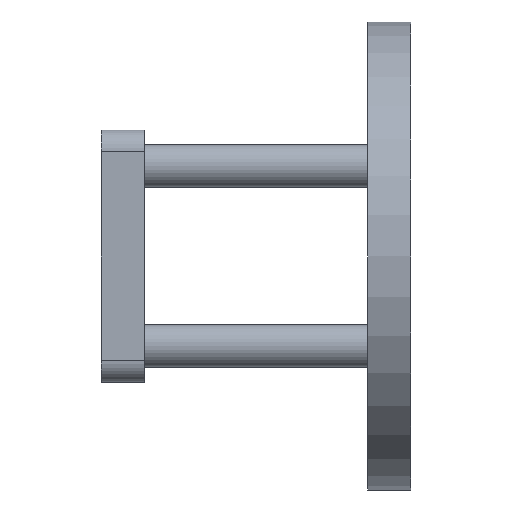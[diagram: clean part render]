
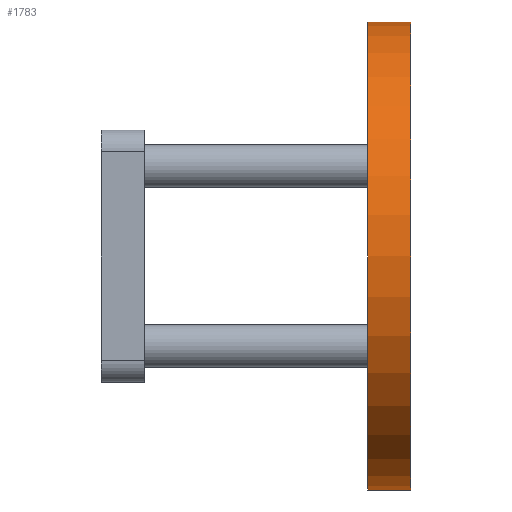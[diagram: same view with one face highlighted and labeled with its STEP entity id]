
A CAD part, left-side view. The second image highlights one B-rep face of the part: STEP entity #1783.
In plain terms, the highlighted cylindrical face has radius 65 mm (diameter 130 mm), a partial arc.
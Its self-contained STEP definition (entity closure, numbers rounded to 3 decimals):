
#47 = CARTESIAN_POINT ( 'NONE',  ( 0., 12., 0. ) ) ;
#95 = CARTESIAN_POINT ( 'NONE',  ( 0., 12., 65. ) ) ;
#99 = ORIENTED_EDGE ( 'NONE', *, *, #697, .T. ) ;
#260 = CARTESIAN_POINT ( 'NONE',  ( 0., 0., -65. ) ) ;
#309 = VERTEX_POINT ( 'NONE', #1126 ) ;
#312 = CARTESIAN_POINT ( 'NONE',  ( 0., 0., 0. ) ) ;
#362 = ORIENTED_EDGE ( 'NONE', *, *, #2726, .T. ) ;
#446 = LINE ( 'NONE', #2498, #1506 ) ;
#539 = DIRECTION ( 'NONE',  ( 0., 1., 0. ) ) ;
#607 = DIRECTION ( 'NONE',  ( 0., -1., 0. ) ) ;
#652 = DIRECTION ( 'NONE',  ( 0., 1., 0. ) ) ;
#653 = DIRECTION ( 'NONE',  ( 0., 0., -1. ) ) ;
#697 = EDGE_CURVE ( 'NONE', #309, #976, #446, .T. ) ;
#755 = DIRECTION ( 'NONE',  ( 0., 0., 1. ) ) ;
#823 = CIRCLE ( 'NONE', #1073, 65. ) ;
#863 = CYLINDRICAL_SURFACE ( 'NONE', #2353, 65. ) ;
#903 = CARTESIAN_POINT ( 'NONE',  ( 0., 12., 0. ) ) ;
#916 = FACE_OUTER_BOUND ( 'NONE', #1968, .T. ) ;
#976 = VERTEX_POINT ( 'NONE', #260 ) ;
#993 = EDGE_CURVE ( 'NONE', #309, #1376, #2128, .T. ) ;
#1073 = AXIS2_PLACEMENT_3D ( 'NONE', #312, #539, #755 ) ;
#1085 = DIRECTION ( 'NONE',  ( 0., -1., 0. ) ) ;
#1126 = CARTESIAN_POINT ( 'NONE',  ( 0., 12., -65. ) ) ;
#1229 = ORIENTED_EDGE ( 'NONE', *, *, #993, .F. ) ;
#1294 = EDGE_CURVE ( 'NONE', #1376, #1673, #2148, .T. ) ;
#1315 = CARTESIAN_POINT ( 'NONE',  ( 0., 0., 65. ) ) ;
#1376 = VERTEX_POINT ( 'NONE', #2136 ) ;
#1506 = VECTOR ( 'NONE', #607, 1000. ) ;
#1673 = VERTEX_POINT ( 'NONE', #1315 ) ;
#1783 = ADVANCED_FACE ( 'NONE', ( #916 ), #863, .T. ) ;
#1869 = VECTOR ( 'NONE', #1085, 1000. ) ;
#1968 = EDGE_LOOP ( 'NONE', ( #2242, #1229, #99, #362 ) ) ;
#2128 = CIRCLE ( 'NONE', #2399, 65. ) ;
#2136 = CARTESIAN_POINT ( 'NONE',  ( 0., 12., 65. ) ) ;
#2148 = LINE ( 'NONE', #95, #1869 ) ;
#2242 = ORIENTED_EDGE ( 'NONE', *, *, #1294, .F. ) ;
#2353 = AXIS2_PLACEMENT_3D ( 'NONE', #47, #2549, #653 ) ;
#2399 = AXIS2_PLACEMENT_3D ( 'NONE', #903, #652, #2585 ) ;
#2498 = CARTESIAN_POINT ( 'NONE',  ( 0., 12., -65. ) ) ;
#2549 = DIRECTION ( 'NONE',  ( 0., -1., 0. ) ) ;
#2585 = DIRECTION ( 'NONE',  ( 0., 0., 1. ) ) ;
#2726 = EDGE_CURVE ( 'NONE', #976, #1673, #823, .T. ) ;
